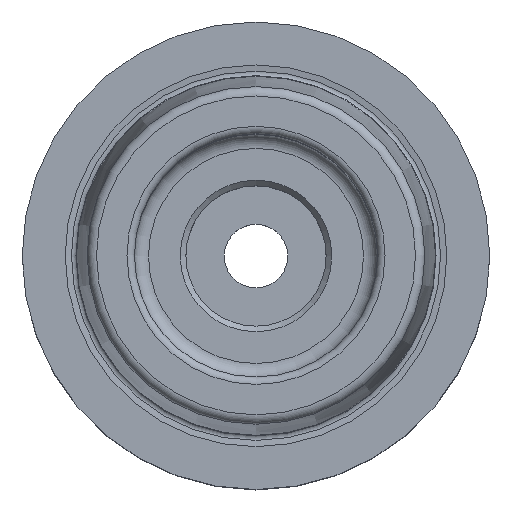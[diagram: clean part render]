
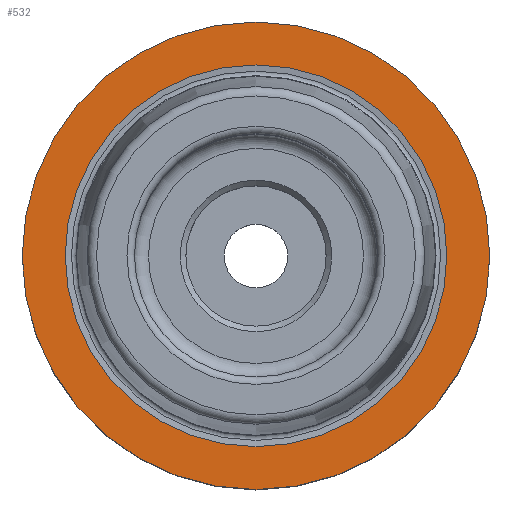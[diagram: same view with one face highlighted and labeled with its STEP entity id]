
A CAD part, top view. The second image highlights one B-rep face of the part: STEP entity #532.
In plain terms, the highlighted planar face has unit normal (0, 0, 1).
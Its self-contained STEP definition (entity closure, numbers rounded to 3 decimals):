
#46=PLANE('',#600);
#60=ORIENTED_EDGE('',*,*,#162,.T.);
#61=ORIENTED_EDGE('',*,*,#161,.T.);
#161=EDGE_CURVE('',#212,#212,#263,.T.);
#162=EDGE_CURVE('',#213,#213,#264,.T.);
#212=VERTEX_POINT('',#912);
#213=VERTEX_POINT('',#915);
#263=CIRCLE('',#599,25.);
#264=CIRCLE('',#601,20.408);
#315=EDGE_LOOP('',(#60));
#316=EDGE_LOOP('',(#61));
#417=FACE_BOUND('',#315,.T.);
#418=FACE_BOUND('',#316,.T.);
#532=ADVANCED_FACE('',(#417,#418),#46,.F.);
#599=AXIS2_PLACEMENT_3D('',#911,#708,#709);
#600=AXIS2_PLACEMENT_3D('',#913,#710,#711);
#601=AXIS2_PLACEMENT_3D('',#914,#712,#713);
#708=DIRECTION('',(0.,0.,1.));
#709=DIRECTION('',(1.,0.,0.));
#710=DIRECTION('',(0.,0.,-1.));
#711=DIRECTION('',(-1.,0.,0.));
#712=DIRECTION('',(0.,0.,-1.));
#713=DIRECTION('',(0.,1.,0.));
#911=CARTESIAN_POINT('',(0.,0.,0.));
#912=CARTESIAN_POINT('',(25.,0.,0.));
#913=CARTESIAN_POINT('',(0.,25.,0.));
#914=CARTESIAN_POINT('',(0.,0.,0.));
#915=CARTESIAN_POINT('',(0.,20.408,0.));
